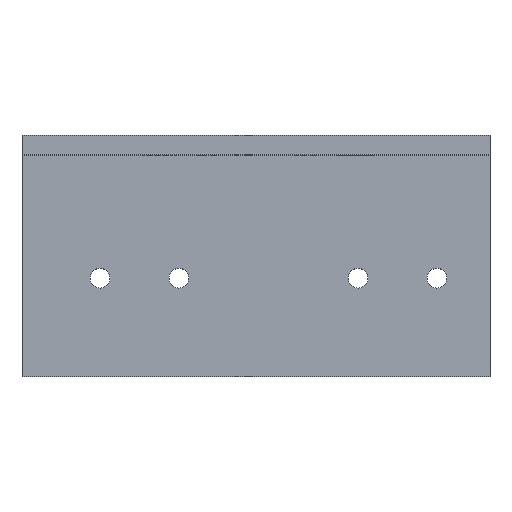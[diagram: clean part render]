
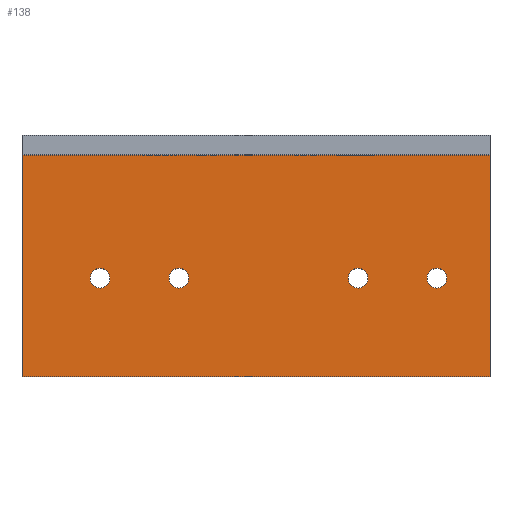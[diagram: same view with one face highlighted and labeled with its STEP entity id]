
A CAD part, top view. The second image highlights one B-rep face of the part: STEP entity #138.
In plain terms, the highlighted planar face has unit normal (0, 0, 1).
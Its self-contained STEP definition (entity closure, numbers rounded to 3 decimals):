
#138=ADVANCED_FACE('',(#294,#296,#298,#300,#302),#304,.T.);
#294=FACE_BOUND('',#295,.T.);
#295=EDGE_LOOP('',(#400,#401,#402,#403));
#296=FACE_BOUND('',#297,.T.);
#297=EDGE_LOOP('',(#404));
#298=FACE_BOUND('',#299,.T.);
#299=EDGE_LOOP('',(#405));
#300=FACE_BOUND('',#301,.T.);
#301=EDGE_LOOP('',(#406));
#302=FACE_BOUND('',#303,.T.);
#303=EDGE_LOOP('',(#407));
#304=PLANE('',#305);
#305=AXIS2_PLACEMENT_3D('',#306,#307,#308);
#306=CARTESIAN_POINT('',(0.,0.,4.));
#307=DIRECTION('',(0.,0.,1.));
#308=DIRECTION('',(-1.,0.,0.));
#400=ORIENTED_EDGE('',*,*,#428,.F.);
#401=ORIENTED_EDGE('',*,*,#438,.T.);
#402=ORIENTED_EDGE('',*,*,#449,.T.);
#403=ORIENTED_EDGE('',*,*,#442,.T.);
#404=ORIENTED_EDGE('',*,*,#450,.T.);
#405=ORIENTED_EDGE('',*,*,#451,.T.);
#406=ORIENTED_EDGE('',*,*,#452,.T.);
#407=ORIENTED_EDGE('',*,*,#453,.T.);
#428=EDGE_CURVE('',#470,#471,#472,.T.);
#438=EDGE_CURVE('',#470,#488,#490,.T.);
#442=EDGE_CURVE('',#495,#471,#496,.T.);
#449=EDGE_CURVE('',#488,#495,#507,.T.);
#450=EDGE_CURVE('',#508,#508,#509,.F.);
#451=EDGE_CURVE('',#510,#510,#511,.F.);
#452=EDGE_CURVE('',#512,#512,#513,.F.);
#453=EDGE_CURVE('',#514,#514,#515,.F.);
#470=VERTEX_POINT('',#552);
#471=VERTEX_POINT('',#553);
#472=LINE('',#554,#555);
#488=VERTEX_POINT('',#592);
#490=LINE('',#596,#597);
#495=VERTEX_POINT('',#609);
#496=LINE('',#610,#611);
#507=LINE('',#639,#640);
#508=VERTEX_POINT('',#642);
#509=CIRCLE('',#643,2.);
#510=VERTEX_POINT('',#647);
#511=CIRCLE('',#648,2.);
#512=VERTEX_POINT('',#652);
#513=CIRCLE('',#653,2.);
#514=VERTEX_POINT('',#657);
#515=CIRCLE('',#658,2.);
#552=CARTESIAN_POINT('',(-47.5,22.5,4.));
#553=CARTESIAN_POINT('',(47.5,22.5,4.));
#554=CARTESIAN_POINT('',(-47.5,22.5,4.));
#555=VECTOR('',#556,1.);
#556=DIRECTION('',(1.,0.,0.));
#592=CARTESIAN_POINT('',(-47.5,-22.5,4.));
#596=CARTESIAN_POINT('',(-47.5,22.5,4.));
#597=VECTOR('',#598,1.);
#598=DIRECTION('',(0.,-1.,0.));
#609=CARTESIAN_POINT('',(47.5,-22.5,4.));
#610=CARTESIAN_POINT('',(47.5,-22.5,4.));
#611=VECTOR('',#612,1.);
#612=DIRECTION('',(0.,1.,0.));
#639=CARTESIAN_POINT('',(-47.5,-22.5,4.));
#640=VECTOR('',#641,1.);
#641=DIRECTION('',(1.,0.,0.));
#642=CARTESIAN_POINT('',(-33.657,-2.5,4.));
#643=AXIS2_PLACEMENT_3D('',#644,#645,#646);
#644=CARTESIAN_POINT('',(-31.657,-2.5,4.));
#645=DIRECTION('',(0.,0.,1.));
#646=DIRECTION('',(-1.,0.,0.));
#647=CARTESIAN_POINT('',(-17.657,-2.5,4.));
#648=AXIS2_PLACEMENT_3D('',#649,#650,#651);
#649=CARTESIAN_POINT('',(-15.657,-2.5,4.));
#650=DIRECTION('',(0.,0.,1.));
#651=DIRECTION('',(-1.,0.,0.));
#652=CARTESIAN_POINT('',(18.72,-2.5,4.));
#653=AXIS2_PLACEMENT_3D('',#654,#655,#656);
#654=CARTESIAN_POINT('',(20.72,-2.5,4.));
#655=DIRECTION('',(0.,0.,1.));
#656=DIRECTION('',(-1.,0.,0.));
#657=CARTESIAN_POINT('',(34.72,-2.5,4.));
#658=AXIS2_PLACEMENT_3D('',#659,#660,#661);
#659=CARTESIAN_POINT('',(36.72,-2.5,4.));
#660=DIRECTION('',(0.,0.,1.));
#661=DIRECTION('',(-1.,0.,0.));
